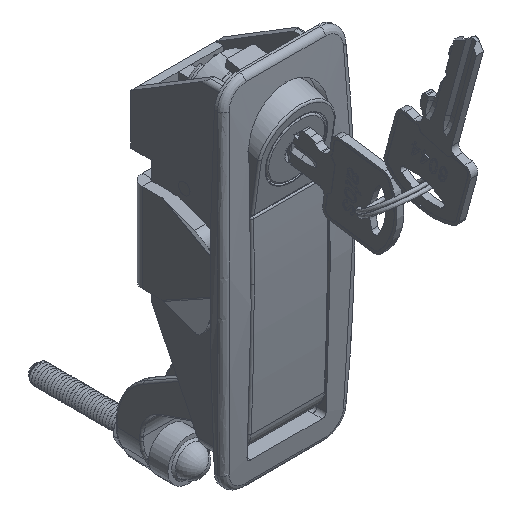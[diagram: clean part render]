
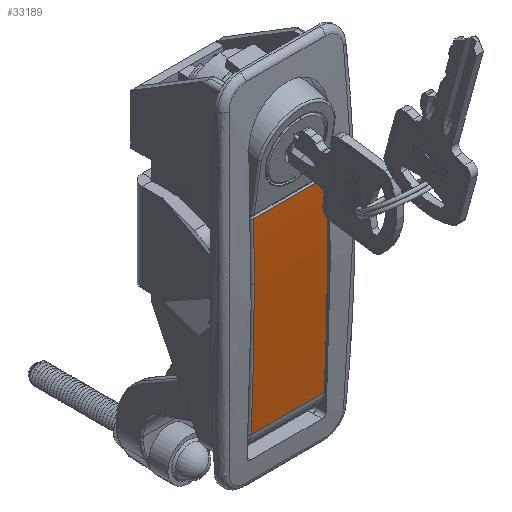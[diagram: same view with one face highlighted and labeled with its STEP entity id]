
A CAD part, isometric view. The second image highlights one B-rep face of the part: STEP entity #33189.
In plain terms, the highlighted cylindrical face has radius 721.5 mm (diameter 1443 mm), a partial arc.
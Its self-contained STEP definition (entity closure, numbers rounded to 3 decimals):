
#1125 = ORIENTED_EDGE ( 'NONE', *, *, #32212, .T. ) ;
#1861 = CIRCLE ( 'NONE', #26232, 721.5 ) ;
#2112 = CARTESIAN_POINT ( 'NONE',  ( -9.5, -2.686, -34.27 ) ) ;
#3071 = DIRECTION ( 'NONE',  ( -1., 0., 0. ) ) ;
#3256 = CARTESIAN_POINT ( 'NONE',  ( -9.5, -3.354, 14.51 ) ) ;
#3866 = LINE ( 'NONE', #13124, #27056 ) ;
#3975 = CIRCLE ( 'NONE', #33586, 721.5 ) ;
#6314 = EDGE_CURVE ( 'NONE', #22600, #36365, #37722, .T. ) ;
#8003 = VECTOR ( 'NONE', #3071, 1000. ) ;
#8655 = DIRECTION ( 'NONE',  ( -1., 0., 0. ) ) ;
#8959 = VERTEX_POINT ( 'NONE', #30810 ) ;
#9401 = CARTESIAN_POINT ( 'NONE',  ( -9.5, 718., 0. ) ) ;
#9453 = CARTESIAN_POINT ( 'NONE',  ( 9.5, -2.686, -34.27 ) ) ;
#9861 = ORIENTED_EDGE ( 'NONE', *, *, #26823, .T. ) ;
#9889 = ORIENTED_EDGE ( 'NONE', *, *, #35836, .T. ) ;
#11681 = AXIS2_PLACEMENT_3D ( 'NONE', #17000, #30017, #39495 ) ;
#12963 = VERTEX_POINT ( 'NONE', #28607 ) ;
#13124 = CARTESIAN_POINT ( 'NONE',  ( 7.75, -3.354, 14.51 ) ) ;
#14338 = AXIS2_PLACEMENT_3D ( 'NONE', #26509, #25681, #38671 ) ;
#15624 = CIRCLE ( 'NONE', #11681, 721.5 ) ;
#15914 = DIRECTION ( 'NONE',  ( 0., -1., 0. ) ) ;
#16190 = ORIENTED_EDGE ( 'NONE', *, *, #39885, .T. ) ;
#16961 = ORIENTED_EDGE ( 'NONE', *, *, #6314, .F. ) ;
#17000 = CARTESIAN_POINT ( 'NONE',  ( 9.5, 718., 0. ) ) ;
#19461 = CARTESIAN_POINT ( 'NONE',  ( 9.5, -3.5, 0. ) ) ;
#21241 = DIRECTION ( 'NONE',  ( 0., 1., 0. ) ) ;
#21550 = VERTEX_POINT ( 'NONE', #3256 ) ;
#22600 = VERTEX_POINT ( 'NONE', #9453 ) ;
#24200 = CIRCLE ( 'NONE', #14338, 721.5 ) ;
#25243 = ORIENTED_EDGE ( 'NONE', *, *, #32087, .T. ) ;
#25463 = DIRECTION ( 'NONE',  ( 1., 0., 0. ) ) ;
#25681 = DIRECTION ( 'NONE',  ( -1., 0., 0. ) ) ;
#26232 = AXIS2_PLACEMENT_3D ( 'NONE', #9401, #25463, #38060 ) ;
#26509 = CARTESIAN_POINT ( 'NONE',  ( 9.5, 718., 0. ) ) ;
#26823 = EDGE_CURVE ( 'NONE', #12963, #21550, #3866, .T. ) ;
#27056 = VECTOR ( 'NONE', #38309, 1000. ) ;
#27620 = FACE_OUTER_BOUND ( 'NONE', #32158, .T. ) ;
#28607 = CARTESIAN_POINT ( 'NONE',  ( 9.5, -3.354, 14.51 ) ) ;
#28912 = DIRECTION ( 'NONE',  ( 1., 0., 0. ) ) ;
#29927 = CARTESIAN_POINT ( 'NONE',  ( 7.75, 718., 0. ) ) ;
#30017 = DIRECTION ( 'NONE',  ( -1., 0., 0. ) ) ;
#30120 = CYLINDRICAL_SURFACE ( 'NONE', #39391, 721.5 ) ;
#30810 = CARTESIAN_POINT ( 'NONE',  ( -9.5, -3.5, 0. ) ) ;
#32087 = EDGE_CURVE ( 'NONE', #22600, #40737, #24200, .T. ) ;
#32158 = EDGE_LOOP ( 'NONE', ( #25243, #1125, #9861, #9889, #16190, #16961 ) ) ;
#32212 = EDGE_CURVE ( 'NONE', #40737, #12963, #15624, .T. ) ;
#33189 = ADVANCED_FACE ( 'NONE', ( #27620 ), #30120, .T. ) ;
#33586 = AXIS2_PLACEMENT_3D ( 'NONE', #38593, #28912, #15914 ) ;
#35836 = EDGE_CURVE ( 'NONE', #21550, #8959, #1861, .T. ) ;
#36365 = VERTEX_POINT ( 'NONE', #2112 ) ;
#37722 = LINE ( 'NONE', #40412, #8003 ) ;
#38060 = DIRECTION ( 'NONE',  ( 0., -1., 0. ) ) ;
#38309 = DIRECTION ( 'NONE',  ( -1., 0., 0. ) ) ;
#38593 = CARTESIAN_POINT ( 'NONE',  ( -9.5, 718., 0. ) ) ;
#38671 = DIRECTION ( 'NONE',  ( 0., -1., 0. ) ) ;
#39391 = AXIS2_PLACEMENT_3D ( 'NONE', #29927, #8655, #21241 ) ;
#39495 = DIRECTION ( 'NONE',  ( 0., -1., 0. ) ) ;
#39885 = EDGE_CURVE ( 'NONE', #8959, #36365, #3975, .T. ) ;
#40412 = CARTESIAN_POINT ( 'NONE',  ( 7.75, -2.686, -34.27 ) ) ;
#40737 = VERTEX_POINT ( 'NONE', #19461 ) ;
